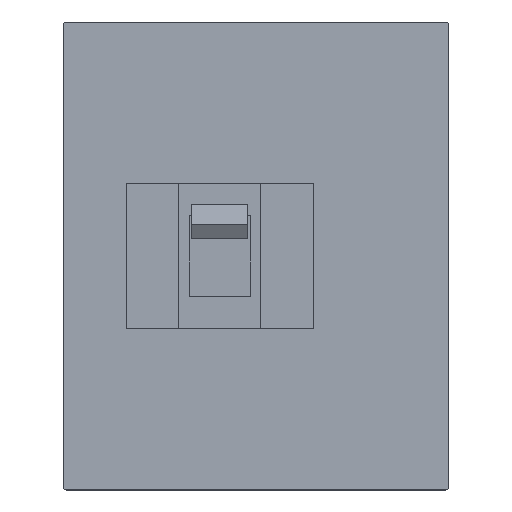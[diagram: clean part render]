
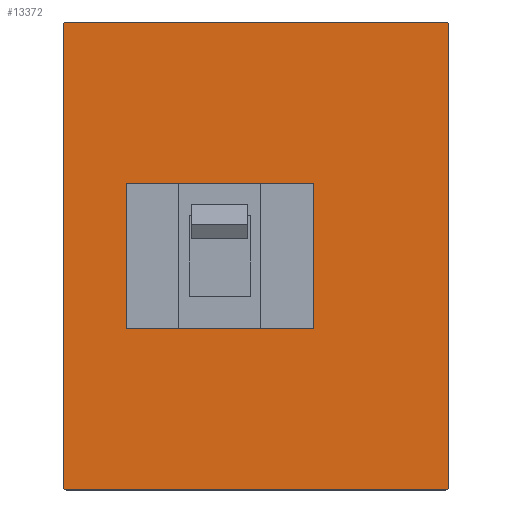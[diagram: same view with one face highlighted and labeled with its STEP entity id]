
A CAD part, top view. The second image highlights one B-rep face of the part: STEP entity #13372.
In plain terms, the highlighted planar face has unit normal (0, 0, 1).
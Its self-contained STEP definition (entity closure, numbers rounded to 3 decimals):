
#155 = DIRECTION ( 'NONE',  ( 0., -1., 0. ) ) ;
#1016 = DIRECTION ( 'NONE',  ( 1., 0., 0. ) ) ;
#1138 = DIRECTION ( 'NONE',  ( 1., 0., 0. ) ) ;
#1819 = LINE ( 'NONE', #14804, #6079 ) ;
#2103 = EDGE_CURVE ( 'NONE', #17947, #11319, #20715, .T. ) ;
#2232 = CIRCLE ( 'NONE', #9611, 2. ) ;
#3162 = DIRECTION ( 'NONE',  ( 0., 0., 1. ) ) ;
#3182 = CARTESIAN_POINT ( 'NONE',  ( 58., 45., 111.2 ) ) ;
#3267 = VECTOR ( 'NONE', #1138, 1000. ) ;
#3457 = DIRECTION ( 'NONE',  ( 1., 0., 0. ) ) ;
#3499 = EDGE_CURVE ( 'NONE', #7252, #13092, #7522, .T. ) ;
#3668 = ORIENTED_EDGE ( 'NONE', *, *, #12129, .F. ) ;
#3725 = DIRECTION ( 'NONE',  ( -1., 0., 0. ) ) ;
#3757 = VERTEX_POINT ( 'NONE', #15403 ) ;
#3881 = CARTESIAN_POINT ( 'NONE',  ( 58., 45., 111.2 ) ) ;
#4089 = DIRECTION ( 'NONE',  ( 0., 0., 1. ) ) ;
#4491 = VECTOR ( 'NONE', #18409, 1000. ) ;
#5120 = VECTOR ( 'NONE', #155, 1000. ) ;
#5398 = CARTESIAN_POINT ( 'NONE',  ( 140., 143., 111.2 ) ) ;
#5503 = CIRCLE ( 'NONE', #7302, 2. ) ;
#5578 = VECTOR ( 'NONE', #9311, 1000. ) ;
#6079 = VECTOR ( 'NONE', #3457, 1000. ) ;
#6365 = CARTESIAN_POINT ( 'NONE',  ( -58., 45., 111.2 ) ) ;
#6608 = LINE ( 'NONE', #20649, #5578 ) ;
#7012 = DIRECTION ( 'NONE',  ( 1., 0., 0. ) ) ;
#7186 = CARTESIAN_POINT ( 'NONE',  ( -58., -45., 111.2 ) ) ;
#7252 = VERTEX_POINT ( 'NONE', #11553 ) ;
#7302 = AXIS2_PLACEMENT_3D ( 'NONE', #13813, #4089, #15430 ) ;
#7338 = CARTESIAN_POINT ( 'NONE',  ( 142., -143., 111.2 ) ) ;
#7520 = CARTESIAN_POINT ( 'NONE',  ( -97., -145., 111.2 ) ) ;
#7522 = LINE ( 'NONE', #7520, #3267 ) ;
#7795 = ORIENTED_EDGE ( 'NONE', *, *, #14373, .T. ) ;
#7871 = EDGE_CURVE ( 'NONE', #14308, #17947, #1819, .T. ) ;
#8147 = VECTOR ( 'NONE', #19584, 1000. ) ;
#8170 = CARTESIAN_POINT ( 'NONE',  ( -58., 45., 111.2 ) ) ;
#8219 = DIRECTION ( 'NONE',  ( 0., 0., 1. ) ) ;
#8751 = EDGE_CURVE ( 'NONE', #13092, #11181, #5503, .T. ) ;
#8890 = LINE ( 'NONE', #8170, #5120 ) ;
#9083 = EDGE_CURVE ( 'NONE', #14815, #7252, #11329, .T. ) ;
#9311 = DIRECTION ( 'NONE',  ( 0., -1., 0. ) ) ;
#9377 = VECTOR ( 'NONE', #3725, 1000. ) ;
#9548 = FACE_BOUND ( 'NONE', #19959, .T. ) ;
#9611 = AXIS2_PLACEMENT_3D ( 'NONE', #5398, #16743, #7012 ) ;
#9631 = CARTESIAN_POINT ( 'NONE',  ( 140., -145., 111.2 ) ) ;
#10050 = FACE_OUTER_BOUND ( 'NONE', #13630, .T. ) ;
#10165 = AXIS2_PLACEMENT_3D ( 'NONE', #12909, #3162, #14513 ) ;
#10361 = EDGE_CURVE ( 'NONE', #11181, #3757, #16800, .T. ) ;
#10633 = CARTESIAN_POINT ( 'NONE',  ( -95., 145., 111.2 ) ) ;
#10671 = DIRECTION ( 'NONE',  ( 0., 0., 1. ) ) ;
#11181 = VERTEX_POINT ( 'NONE', #7338 ) ;
#11266 = AXIS2_PLACEMENT_3D ( 'NONE', #20375, #10671, #1016 ) ;
#11319 = VERTEX_POINT ( 'NONE', #3182 ) ;
#11329 = CIRCLE ( 'NONE', #10165, 2. ) ;
#11553 = CARTESIAN_POINT ( 'NONE',  ( -95., -145., 111.2 ) ) ;
#11699 = VERTEX_POINT ( 'NONE', #19152 ) ;
#12129 = EDGE_CURVE ( 'NONE', #20619, #14308, #8890, .T. ) ;
#12528 = ORIENTED_EDGE ( 'NONE', *, *, #3499, .T. ) ;
#12672 = ORIENTED_EDGE ( 'NONE', *, *, #16404, .T. ) ;
#12909 = CARTESIAN_POINT ( 'NONE',  ( -95., -143., 111.2 ) ) ;
#13092 = VERTEX_POINT ( 'NONE', #9631 ) ;
#13126 = CARTESIAN_POINT ( 'NONE',  ( 142., 145., 111.2 ) ) ;
#13163 = ORIENTED_EDGE ( 'NONE', *, *, #2103, .F. ) ;
#13372 = ADVANCED_FACE ( 'NONE', ( #10050, #9548 ), #17948, .T. ) ;
#13462 = VECTOR ( 'NONE', #17491, 1000. ) ;
#13542 = EDGE_CURVE ( 'NONE', #3757, #17866, #2232, .T. ) ;
#13630 = EDGE_LOOP ( 'NONE', ( #12528, #17755, #19086, #14345, #15722, #7795, #12672, #16049 ) ) ;
#13721 = LINE ( 'NONE', #19842, #9377 ) ;
#13813 = CARTESIAN_POINT ( 'NONE',  ( 140., -143., 111.2 ) ) ;
#13956 = LINE ( 'NONE', #15858, #13462 ) ;
#14246 = CARTESIAN_POINT ( 'NONE',  ( 140., 145., 111.2 ) ) ;
#14308 = VERTEX_POINT ( 'NONE', #7186 ) ;
#14345 = ORIENTED_EDGE ( 'NONE', *, *, #13542, .T. ) ;
#14373 = EDGE_CURVE ( 'NONE', #15327, #11699, #18341, .T. ) ;
#14513 = DIRECTION ( 'NONE',  ( 1., 0., 0. ) ) ;
#14590 = CARTESIAN_POINT ( 'NONE',  ( 58., -45., 111.2 ) ) ;
#14804 = CARTESIAN_POINT ( 'NONE',  ( -58., -45., 111.2 ) ) ;
#14815 = VERTEX_POINT ( 'NONE', #17265 ) ;
#15327 = VERTEX_POINT ( 'NONE', #10633 ) ;
#15403 = CARTESIAN_POINT ( 'NONE',  ( 142., 143., 111.2 ) ) ;
#15430 = DIRECTION ( 'NONE',  ( 1., 0., 0. ) ) ;
#15722 = ORIENTED_EDGE ( 'NONE', *, *, #16653, .T. ) ;
#15858 = CARTESIAN_POINT ( 'NONE',  ( -58., 45., 111.2 ) ) ;
#16049 = ORIENTED_EDGE ( 'NONE', *, *, #9083, .T. ) ;
#16327 = CARTESIAN_POINT ( 'NONE',  ( 0., 0., 111.2 ) ) ;
#16404 = EDGE_CURVE ( 'NONE', #11699, #14815, #6608, .T. ) ;
#16653 = EDGE_CURVE ( 'NONE', #17866, #15327, #13721, .T. ) ;
#16743 = DIRECTION ( 'NONE',  ( 0., 0., 1. ) ) ;
#16747 = ORIENTED_EDGE ( 'NONE', *, *, #7871, .F. ) ;
#16800 = LINE ( 'NONE', #13126, #8147 ) ;
#17265 = CARTESIAN_POINT ( 'NONE',  ( -97., -143., 111.2 ) ) ;
#17491 = DIRECTION ( 'NONE',  ( -1., 0., 0. ) ) ;
#17635 = AXIS2_PLACEMENT_3D ( 'NONE', #16327, #8219, #19561 ) ;
#17755 = ORIENTED_EDGE ( 'NONE', *, *, #8751, .T. ) ;
#17866 = VERTEX_POINT ( 'NONE', #14246 ) ;
#17947 = VERTEX_POINT ( 'NONE', #14590 ) ;
#17948 = PLANE ( 'NONE',  #17635 ) ;
#18341 = CIRCLE ( 'NONE', #11266, 2. ) ;
#18409 = DIRECTION ( 'NONE',  ( 0., 1., 0. ) ) ;
#19086 = ORIENTED_EDGE ( 'NONE', *, *, #10361, .T. ) ;
#19152 = CARTESIAN_POINT ( 'NONE',  ( -97., 143., 111.2 ) ) ;
#19561 = DIRECTION ( 'NONE',  ( 1., 0., 0. ) ) ;
#19578 = EDGE_CURVE ( 'NONE', #11319, #20619, #13956, .T. ) ;
#19584 = DIRECTION ( 'NONE',  ( 0., 1., 0. ) ) ;
#19842 = CARTESIAN_POINT ( 'NONE',  ( -97., 145., 111.2 ) ) ;
#19959 = EDGE_LOOP ( 'NONE', ( #16747, #3668, #20807, #13163 ) ) ;
#20375 = CARTESIAN_POINT ( 'NONE',  ( -95., 143., 111.2 ) ) ;
#20619 = VERTEX_POINT ( 'NONE', #6365 ) ;
#20649 = CARTESIAN_POINT ( 'NONE',  ( -97., 145., 111.2 ) ) ;
#20715 = LINE ( 'NONE', #3881, #4491 ) ;
#20807 = ORIENTED_EDGE ( 'NONE', *, *, #19578, .F. ) ;
